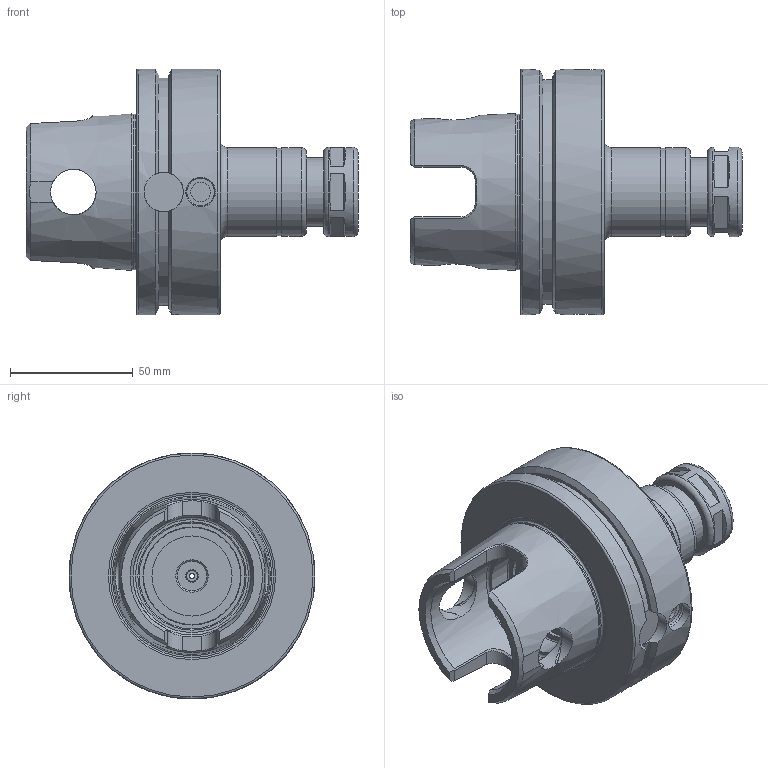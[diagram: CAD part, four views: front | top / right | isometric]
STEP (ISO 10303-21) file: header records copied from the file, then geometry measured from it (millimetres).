
FILE_DESCRIPTION((''),'2;1');
FILE_NAME('126011316090-3D.stp','2020-07-23T18:24:53',('nttooll'),(''),'Autodesk Inventor 2012','Autodesk Inventor 2012','');
FILE_SCHEMA(('AUTOMOTIVE_DESIGN { 1 0 10303 214 1 1 1 1 }'));
Length unit declared in the file: millimetre
Products named in the file (1): 126011316090-3D
Bounding box: 135 x 100 x 100 mm (x, y, z)
Volume: 337339.5 mm3; surface area: 54950.3 mm2
Topology: 1 solids, 2 shells, 181 faces, 392 edges, 245 vertices
Faces by surface type: plane 71, cylinder 50, cone 27, bspline 20, torus 13
Full cylindrical faces by diameter (mm): 2 x1, 4.5 x1, 5 x1, 8 x2, 11.2 x2, 12 x4, 12.8 x1, 13.319 x1, 15.8 x1, 15.9 x1, 16 x2, 16.3 x1, 17 x2, 17.5 x1, 18.5 x2, 20 x1, 22.1 x1, 24.5 x1, 28 x2, 31.2 x2, 32.6 x1, 35.6 x1, 36 x2, 36.3 x1, 44 x1, 48 x1, 63.3 x1, 100 x2
Entity records: 5236 total; most frequent: CARTESIAN_POINT 1824, DIRECTION 646, ORIENTED_EDGE 606, EDGE_CURVE 303, AXIS2_PLACEMENT_3D 299, EDGE_LOOP 294, VERTEX_POINT 231, FACE_OUTER_BOUND 181
